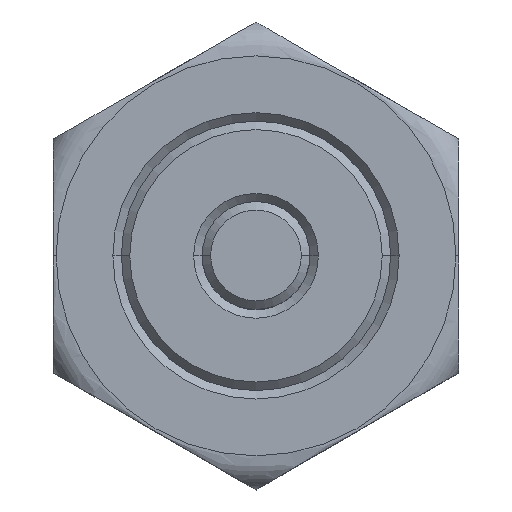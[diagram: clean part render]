
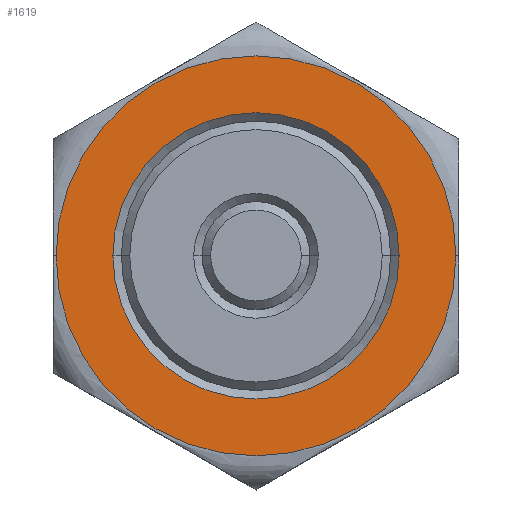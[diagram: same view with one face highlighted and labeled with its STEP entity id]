
A CAD part, top view. The second image highlights one B-rep face of the part: STEP entity #1619.
In plain terms, the highlighted planar face has unit normal (0, 0, 1).
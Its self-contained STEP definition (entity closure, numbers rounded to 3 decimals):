
#66=PLANE('',#1838);
#90=FACE_BOUND('',#375,.T.);
#255=FACE_OUTER_BOUND('',#374,.T.);
#374=EDGE_LOOP('',(#1445,#1446));
#375=EDGE_LOOP('',(#1447,#1448));
#653=CIRCLE('',#1822,8.438);
#655=CIRCLE('',#1825,11.785);
#664=CIRCLE('',#1839,11.785);
#665=CIRCLE('',#1840,8.438);
#787=VERTEX_POINT('',#2949);
#788=VERTEX_POINT('',#2951);
#791=VERTEX_POINT('',#2977);
#792=VERTEX_POINT('',#2979);
#1001=EDGE_CURVE('',#787,#788,#653,.T.);
#1005=EDGE_CURVE('',#792,#791,#655,.T.);
#1025=EDGE_CURVE('',#791,#792,#664,.T.);
#1026=EDGE_CURVE('',#788,#787,#665,.T.);
#1445=ORIENTED_EDGE('',*,*,#1005,.T.);
#1446=ORIENTED_EDGE('',*,*,#1025,.T.);
#1447=ORIENTED_EDGE('',*,*,#1026,.F.);
#1448=ORIENTED_EDGE('',*,*,#1001,.F.);
#1619=ADVANCED_FACE('',(#255,#90),#66,.F.);
#1822=AXIS2_PLACEMENT_3D('',#2952,#2306,#2307);
#1825=AXIS2_PLACEMENT_3D('',#2980,#2313,#2314);
#1838=AXIS2_PLACEMENT_3D('',#3207,#2343,#2344);
#1839=AXIS2_PLACEMENT_3D('',#3208,#2345,#2346);
#1840=AXIS2_PLACEMENT_3D('',#3209,#2347,#2348);
#2306=DIRECTION('center_axis',(0.,0.,1.));
#2307=DIRECTION('ref_axis',(-1.,0.,0.));
#2313=DIRECTION('center_axis',(0.,0.,1.));
#2314=DIRECTION('ref_axis',(-1.,0.,0.));
#2343=DIRECTION('center_axis',(0.,0.,-1.));
#2344=DIRECTION('ref_axis',(1.,0.,0.));
#2345=DIRECTION('center_axis',(0.,0.,1.));
#2346=DIRECTION('ref_axis',(-1.,0.,0.));
#2347=DIRECTION('center_axis',(0.,0.,1.));
#2348=DIRECTION('ref_axis',(-1.,0.,0.));
#2949=CARTESIAN_POINT('',(8.438,0.,106.903));
#2951=CARTESIAN_POINT('',(-8.438,0.,106.903));
#2952=CARTESIAN_POINT('Origin',(0.,0.,106.903));
#2977=CARTESIAN_POINT('',(11.785,0.,106.903));
#2979=CARTESIAN_POINT('',(-11.785,0.,106.903));
#2980=CARTESIAN_POINT('Origin',(0.,0.,106.903));
#3207=CARTESIAN_POINT('Origin',(-11.938,-6.892,106.903));
#3208=CARTESIAN_POINT('Origin',(0.,0.,106.903));
#3209=CARTESIAN_POINT('Origin',(0.,0.,106.903));
